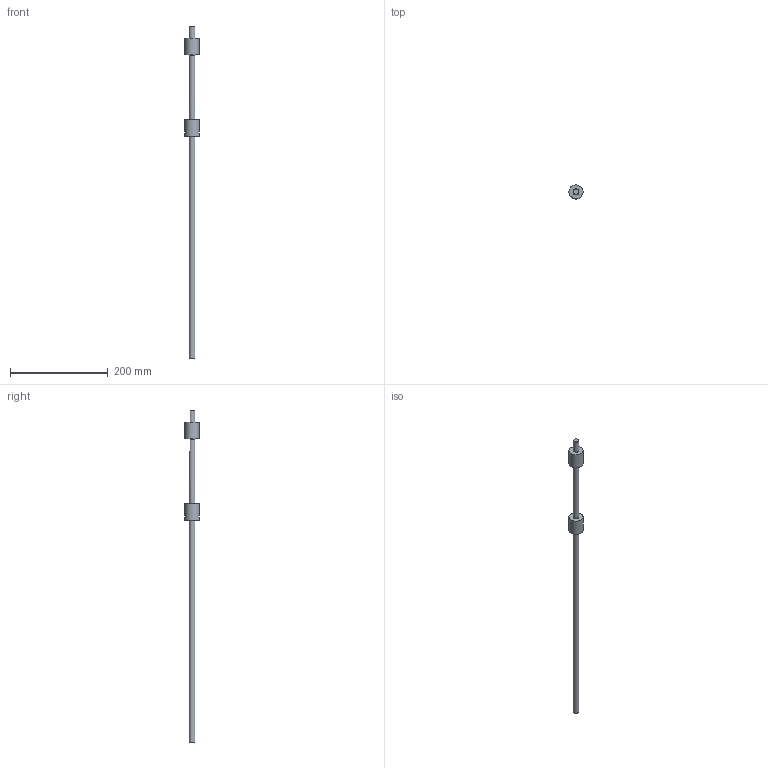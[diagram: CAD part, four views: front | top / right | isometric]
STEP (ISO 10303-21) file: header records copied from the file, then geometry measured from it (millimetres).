
FILE_DESCRIPTION(/* description */ (''),/* implementation_level */ '2;1');
FILE_NAME(/* name */ 'Analiza naprężeń.stp',/* time_stamp */ '2020-09-02T01:14:08+02:00',/* author */ ('barto'),/* organization */ (''),/* preprocessor_version */ 'ST-DEVELOPER v17.2',/* originating_system */ 'Autodesk Inventor 2019',/* authorisation */ '');
FILE_SCHEMA (('AUTOMOTIVE_DESIGN { 1 0 10303 214 3 1 1 }'));
Length unit declared in the file: millimetre
Products named in the file (3): Analiza naprężeń; walek2; Część2
Assembly tree (3 placements, depth 2):
  Analiza naprężeń
    walek2
    Część2  x2
Bounding box: 28.85 x 28.85 x 678 mm (x, y, z)
Volume: 111420.7 mm3; surface area: 36354.8 mm2
Topology: 3 solids, 3 shells, 22 faces, 45 edges, 31 vertices
Faces by surface type: plane 12, cylinder 9, cone 1
Full cylindrical faces by diameter (mm): 11.616 x1, 12 x4, 28.894 x2
Entity records: 631 total; most frequent: DIRECTION 105, CARTESIAN_POINT 94, ORIENTED_EDGE 78, AXIS2_PLACEMENT_3D 44, EDGE_CURVE 39, VERTEX_POINT 27, EDGE_LOOP 22, CIRCLE 20
